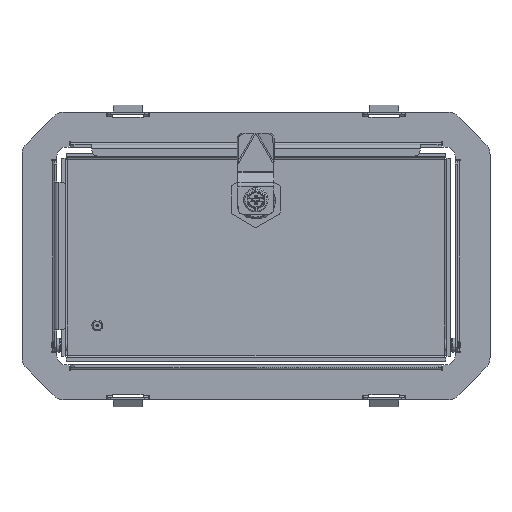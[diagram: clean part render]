
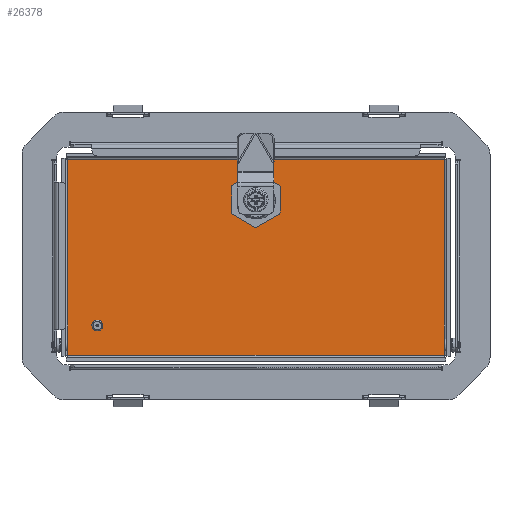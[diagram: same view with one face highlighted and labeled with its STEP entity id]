
A CAD part, front view. The second image highlights one B-rep face of the part: STEP entity #26378.
In plain terms, the highlighted face is planar.
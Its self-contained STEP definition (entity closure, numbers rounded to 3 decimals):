
#414 = CARTESIAN_POINT ( 'NONE',  ( 42.05, -5.056, -2. ) ) ;
#534 = VERTEX_POINT ( 'NONE', #24163 ) ;
#720 = CIRCLE ( 'NONE', #16206, 11.25 ) ;
#1172 = EDGE_CURVE ( 'NONE', #24060, #534, #17838, .T. ) ;
#1341 = DIRECTION ( 'NONE',  ( 0., 0., 1. ) ) ;
#1493 = CIRCLE ( 'NONE', #16937, 11.25 ) ;
#1512 = EDGE_CURVE ( 'NONE', #34369, #3272, #37380, .T. ) ;
#2498 = EDGE_LOOP ( 'NONE', ( #14300, #14481, #34887, #13750, #27105, #4368, #6452, #24910 ) ) ;
#2942 = VERTEX_POINT ( 'NONE', #25922 ) ;
#3272 = VERTEX_POINT ( 'NONE', #30523 ) ;
#3402 = FACE_BOUND ( 'NONE', #10715, .T. ) ;
#3445 = CARTESIAN_POINT ( 'NONE',  ( 54.5, -105., -2. ) ) ;
#3460 = AXIS2_PLACEMENT_3D ( 'NONE', #25700, #7398, #28755 ) ;
#4368 = ORIENTED_EDGE ( 'NONE', *, *, #11483, .T. ) ;
#4689 = CARTESIAN_POINT ( 'NONE',  ( 21.95, -5.056, -2. ) ) ;
#4707 = CARTESIAN_POINT ( 'NONE',  ( 55.293, 105., -2. ) ) ;
#5103 = VERTEX_POINT ( 'NONE', #23088 ) ;
#6452 = ORIENTED_EDGE ( 'NONE', *, *, #35403, .T. ) ;
#6985 = EDGE_LOOP ( 'NONE', ( #26661, #33784, #13749, #15247 ) ) ;
#7398 = DIRECTION ( 'NONE',  ( 0., 0., 1. ) ) ;
#7750 = VECTOR ( 'NONE', #24583, 1000. ) ;
#7827 = VERTEX_POINT ( 'NONE', #35105 ) ;
#7851 = CARTESIAN_POINT ( 'NONE',  ( 54.5, 105., -2. ) ) ;
#8037 = VERTEX_POINT ( 'NONE', #12108 ) ;
#8384 = CARTESIAN_POINT ( 'NONE',  ( 21.95, -5.056, -2. ) ) ;
#8481 = CARTESIAN_POINT ( 'NONE',  ( 26.944, 10.05, -2. ) ) ;
#9077 = CARTESIAN_POINT ( 'NONE',  ( 32., 0., -2. ) ) ;
#9969 = VECTOR ( 'NONE', #35300, 1000. ) ;
#10586 = FACE_BOUND ( 'NONE', #2498, .T. ) ;
#10715 = EDGE_LOOP ( 'NONE', ( #19026, #28060 ) ) ;
#10962 = VERTEX_POINT ( 'NONE', #17178 ) ;
#11138 = DIRECTION ( 'NONE',  ( -1., 0., 0. ) ) ;
#11256 = DIRECTION ( 'NONE',  ( 0., 0., -1. ) ) ;
#11313 = DIRECTION ( 'NONE',  ( 0., 0., -1. ) ) ;
#11325 = EDGE_CURVE ( 'NONE', #35401, #24060, #13548, .T. ) ;
#11413 = DIRECTION ( 'NONE',  ( 0., 0., -1. ) ) ;
#11483 = EDGE_CURVE ( 'NONE', #5103, #2942, #32110, .T. ) ;
#12108 = CARTESIAN_POINT ( 'NONE',  ( 26.944, 10.05, -2. ) ) ;
#12172 = DIRECTION ( 'NONE',  ( -1., 0., 0. ) ) ;
#12468 = CARTESIAN_POINT ( 'NONE',  ( -41., -88.5, -2. ) ) ;
#12894 = VECTOR ( 'NONE', #26390, 1000. ) ;
#13548 = LINE ( 'NONE', #414, #29731 ) ;
#13749 = ORIENTED_EDGE ( 'NONE', *, *, #26942, .F. ) ;
#13750 = ORIENTED_EDGE ( 'NONE', *, *, #23463, .T. ) ;
#13886 = LINE ( 'NONE', #23413, #12894 ) ;
#14300 = ORIENTED_EDGE ( 'NONE', *, *, #1172, .T. ) ;
#14325 = VECTOR ( 'NONE', #29863, 1000. ) ;
#14481 = ORIENTED_EDGE ( 'NONE', *, *, #33754, .T. ) ;
#14908 = VERTEX_POINT ( 'NONE', #4689 ) ;
#15247 = ORIENTED_EDGE ( 'NONE', *, *, #39203, .F. ) ;
#16206 = AXIS2_PLACEMENT_3D ( 'NONE', #19682, #1341, #22696 ) ;
#16937 = AXIS2_PLACEMENT_3D ( 'NONE', #9077, #30447, #12172 ) ;
#17178 = CARTESIAN_POINT ( 'NONE',  ( -54.5, -105., -2. ) ) ;
#17838 = CIRCLE ( 'NONE', #19909, 11.25 ) ;
#18351 = AXIS2_PLACEMENT_3D ( 'NONE', #29715, #11413, #32771 ) ;
#18496 = EDGE_CURVE ( 'NONE', #10962, #31008, #29406, .T. ) ;
#18878 = DIRECTION ( 'NONE',  ( 1., 0., 0. ) ) ;
#19026 = ORIENTED_EDGE ( 'NONE', *, *, #1512, .F. ) ;
#19682 = CARTESIAN_POINT ( 'NONE',  ( 32., 0., -2. ) ) ;
#19909 = AXIS2_PLACEMENT_3D ( 'NONE', #24834, #25408, #11138 ) ;
#20138 = LINE ( 'NONE', #26927, #35408 ) ;
#21804 = DIRECTION ( 'NONE',  ( 0., 1., 0. ) ) ;
#22696 = DIRECTION ( 'NONE',  ( -1., 0., 0. ) ) ;
#23027 = VECTOR ( 'NONE', #26684, 1000. ) ;
#23088 = CARTESIAN_POINT ( 'NONE',  ( 26.944, -10.05, -2. ) ) ;
#23300 = CARTESIAN_POINT ( 'NONE',  ( 42.05, 5.056, -2. ) ) ;
#23413 = CARTESIAN_POINT ( 'NONE',  ( -54.5, 105.793, -2. ) ) ;
#23463 = EDGE_CURVE ( 'NONE', #30724, #14908, #39219, .T. ) ;
#24060 = VERTEX_POINT ( 'NONE', #23300 ) ;
#24163 = CARTESIAN_POINT ( 'NONE',  ( 37.056, 10.05, -2. ) ) ;
#24583 = DIRECTION ( 'NONE',  ( 1., 0., 0. ) ) ;
#24834 = CARTESIAN_POINT ( 'NONE',  ( 32., 0., -2. ) ) ;
#24910 = ORIENTED_EDGE ( 'NONE', *, *, #11325, .T. ) ;
#25408 = DIRECTION ( 'NONE',  ( 0., 0., 1. ) ) ;
#25700 = CARTESIAN_POINT ( 'NONE',  ( 32., 0., -2. ) ) ;
#25922 = CARTESIAN_POINT ( 'NONE',  ( 37.056, -10.05, -2. ) ) ;
#26378 = ADVANCED_FACE ( 'NONE', ( #3402, #10586, #34966 ), #38653, .T. ) ;
#26390 = DIRECTION ( 'NONE',  ( 0., -1., 0. ) ) ;
#26443 = EDGE_CURVE ( 'NONE', #31008, #33635, #20138, .T. ) ;
#26661 = ORIENTED_EDGE ( 'NONE', *, *, #26443, .F. ) ;
#26684 = DIRECTION ( 'NONE',  ( 0., -1., 0. ) ) ;
#26927 = CARTESIAN_POINT ( 'NONE',  ( 54.5, -105.793, -2. ) ) ;
#26942 = EDGE_CURVE ( 'NONE', #7827, #10962, #13886, .T. ) ;
#27105 = ORIENTED_EDGE ( 'NONE', *, *, #37636, .T. ) ;
#27657 = CARTESIAN_POINT ( 'NONE',  ( 26.944, -10.05, -2. ) ) ;
#28060 = ORIENTED_EDGE ( 'NONE', *, *, #32499, .F. ) ;
#28569 = CARTESIAN_POINT ( 'NONE',  ( 21.95, 5.056, -2. ) ) ;
#28755 = DIRECTION ( 'NONE',  ( -1., 0., 0. ) ) ;
#29406 = LINE ( 'NONE', #31011, #37531 ) ;
#29552 = CARTESIAN_POINT ( 'NONE',  ( -38., -88.5, -2. ) ) ;
#29625 = CARTESIAN_POINT ( 'NONE',  ( 0., 0., -2. ) ) ;
#29715 = CARTESIAN_POINT ( 'NONE',  ( -38., -88.5, -2. ) ) ;
#29731 = VECTOR ( 'NONE', #21804, 1000. ) ;
#29863 = DIRECTION ( 'NONE',  ( -1., 0., 0. ) ) ;
#30007 = DIRECTION ( 'NONE',  ( 0., 1., 0. ) ) ;
#30082 = AXIS2_PLACEMENT_3D ( 'NONE', #29625, #11313, #32678 ) ;
#30447 = DIRECTION ( 'NONE',  ( 0., 0., 1. ) ) ;
#30522 = LINE ( 'NONE', #8481, #14325 ) ;
#30523 = CARTESIAN_POINT ( 'NONE',  ( -35., -88.5, -2. ) ) ;
#30724 = VERTEX_POINT ( 'NONE', #28569 ) ;
#30725 = EDGE_CURVE ( 'NONE', #8037, #30724, #720, .T. ) ;
#30823 = AXIS2_PLACEMENT_3D ( 'NONE', #29552, #11256, #32617 ) ;
#31008 = VERTEX_POINT ( 'NONE', #3445 ) ;
#31011 = CARTESIAN_POINT ( 'NONE',  ( -55.293, -105., -2. ) ) ;
#32110 = LINE ( 'NONE', #27657, #7750 ) ;
#32499 = EDGE_CURVE ( 'NONE', #3272, #34369, #35008, .T. ) ;
#32617 = DIRECTION ( 'NONE',  ( -1., 0., 0. ) ) ;
#32678 = DIRECTION ( 'NONE',  ( -1., 0., 0. ) ) ;
#32771 = DIRECTION ( 'NONE',  ( -1., 0., 0. ) ) ;
#33574 = CIRCLE ( 'NONE', #3460, 11.25 ) ;
#33635 = VERTEX_POINT ( 'NONE', #7851 ) ;
#33754 = EDGE_CURVE ( 'NONE', #534, #8037, #30522, .T. ) ;
#33784 = ORIENTED_EDGE ( 'NONE', *, *, #18496, .F. ) ;
#34328 = LINE ( 'NONE', #4707, #9969 ) ;
#34369 = VERTEX_POINT ( 'NONE', #12468 ) ;
#34887 = ORIENTED_EDGE ( 'NONE', *, *, #30725, .T. ) ;
#34966 = FACE_OUTER_BOUND ( 'NONE', #6985, .T. ) ;
#35008 = CIRCLE ( 'NONE', #30823, 3. ) ;
#35105 = CARTESIAN_POINT ( 'NONE',  ( -54.5, 105., -2. ) ) ;
#35300 = DIRECTION ( 'NONE',  ( -1., 0., 0. ) ) ;
#35401 = VERTEX_POINT ( 'NONE', #39494 ) ;
#35403 = EDGE_CURVE ( 'NONE', #2942, #35401, #1493, .T. ) ;
#35408 = VECTOR ( 'NONE', #30007, 1000. ) ;
#37380 = CIRCLE ( 'NONE', #18351, 3. ) ;
#37531 = VECTOR ( 'NONE', #18878, 1000. ) ;
#37636 = EDGE_CURVE ( 'NONE', #14908, #5103, #33574, .T. ) ;
#38653 = PLANE ( 'NONE',  #30082 ) ;
#39203 = EDGE_CURVE ( 'NONE', #33635, #7827, #34328, .T. ) ;
#39219 = LINE ( 'NONE', #8384, #23027 ) ;
#39494 = CARTESIAN_POINT ( 'NONE',  ( 42.05, -5.056, -2. ) ) ;
